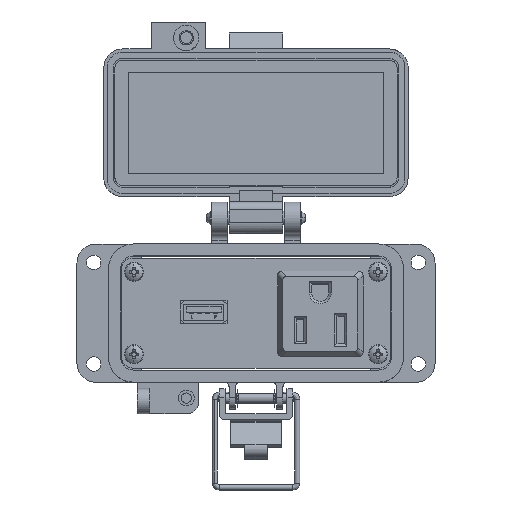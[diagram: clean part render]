
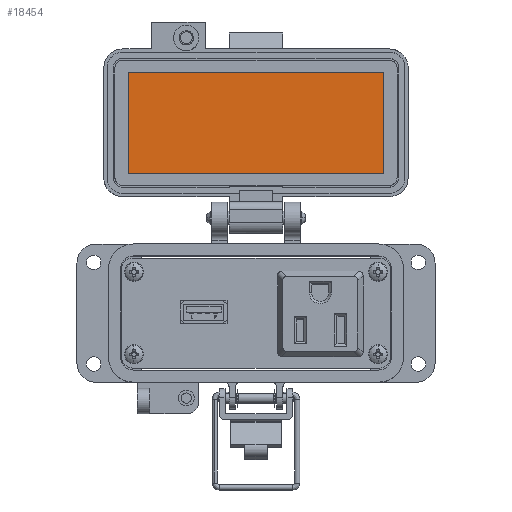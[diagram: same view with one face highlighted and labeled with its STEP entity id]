
A CAD part, top view. The second image highlights one B-rep face of the part: STEP entity #18454.
In plain terms, the highlighted planar face has unit normal (0, 0, 1).
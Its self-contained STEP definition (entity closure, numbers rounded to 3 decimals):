
#2002 = CARTESIAN_POINT ( 'NONE',  ( 40.25, 51.154, -25.55 ) ) ;
#2696 = DIRECTION ( 'NONE',  ( 1., 0., 0. ) ) ;
#3306 = PLANE ( 'NONE',  #6158 ) ;
#4906 = EDGE_CURVE ( 'NONE', #55415, #38679, #38439, .T. ) ;
#4915 = CARTESIAN_POINT ( 'NONE',  ( -40.25, 51.154, -25.55 ) ) ;
#6158 = AXIS2_PLACEMENT_3D ( 'NONE', #23310, #58132, #28333 ) ;
#13065 = ORIENTED_EDGE ( 'NONE', *, *, #40528, .F. ) ;
#14728 = ORIENTED_EDGE ( 'NONE', *, *, #4906, .F. ) ;
#18454 = ADVANCED_FACE ( 'NONE', ( #40688 ), #3306, .T. ) ;
#21577 = LINE ( 'NONE', #61990, #33279 ) ;
#22359 = LINE ( 'NONE', #37336, #47366 ) ;
#22686 = ORIENTED_EDGE ( 'NONE', *, *, #43235, .F. ) ;
#23310 = CARTESIAN_POINT ( 'NONE',  ( -8.5, 67.154, -25.55 ) ) ;
#26442 = DIRECTION ( 'NONE',  ( -1., 0., 0. ) ) ;
#26998 = CARTESIAN_POINT ( 'NONE',  ( 40.25, 83.154, -25.55 ) ) ;
#27380 = DIRECTION ( 'NONE',  ( 0., 1., 0. ) ) ;
#28333 = DIRECTION ( 'NONE',  ( 0., -1., 0. ) ) ;
#33279 = VECTOR ( 'NONE', #27380, 1000. ) ;
#33601 = EDGE_LOOP ( 'NONE', ( #42864, #22686, #14728, #13065 ) ) ;
#37336 = CARTESIAN_POINT ( 'NONE',  ( -8.5, 83.154, -25.55 ) ) ;
#38439 = LINE ( 'NONE', #46354, #50134 ) ;
#38679 = VERTEX_POINT ( 'NONE', #4915 ) ;
#40528 = EDGE_CURVE ( 'NONE', #62752, #55415, #60137, .T. ) ;
#40688 = FACE_OUTER_BOUND ( 'NONE', #33601, .T. ) ;
#42864 = ORIENTED_EDGE ( 'NONE', *, *, #63774, .F. ) ;
#43235 = EDGE_CURVE ( 'NONE', #38679, #52820, #21577, .T. ) ;
#44518 = DIRECTION ( 'NONE',  ( 0., -1., 0. ) ) ;
#45413 = VECTOR ( 'NONE', #44518, 1000. ) ;
#46354 = CARTESIAN_POINT ( 'NONE',  ( 42., 51.154, -25.55 ) ) ;
#47366 = VECTOR ( 'NONE', #2696, 1000. ) ;
#50134 = VECTOR ( 'NONE', #26442, 1000. ) ;
#52820 = VERTEX_POINT ( 'NONE', #54286 ) ;
#54286 = CARTESIAN_POINT ( 'NONE',  ( -40.25, 83.154, -25.55 ) ) ;
#54709 = CARTESIAN_POINT ( 'NONE',  ( 40.25, 67.154, -25.55 ) ) ;
#55415 = VERTEX_POINT ( 'NONE', #2002 ) ;
#58132 = DIRECTION ( 'NONE',  ( 0., 0., 1. ) ) ;
#60137 = LINE ( 'NONE', #54709, #45413 ) ;
#61990 = CARTESIAN_POINT ( 'NONE',  ( -40.25, 67.154, -25.55 ) ) ;
#62752 = VERTEX_POINT ( 'NONE', #26998 ) ;
#63774 = EDGE_CURVE ( 'NONE', #52820, #62752, #22359, .T. ) ;
